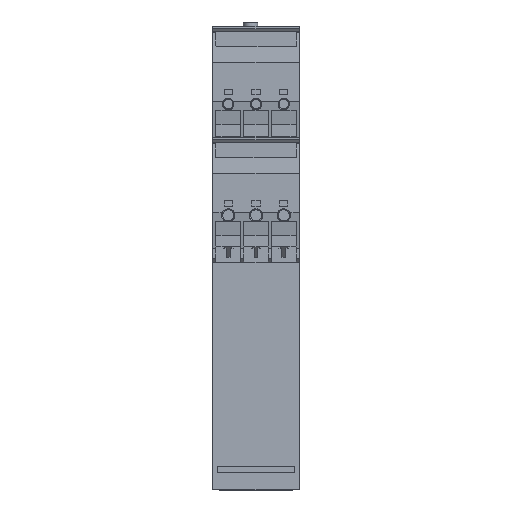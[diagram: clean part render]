
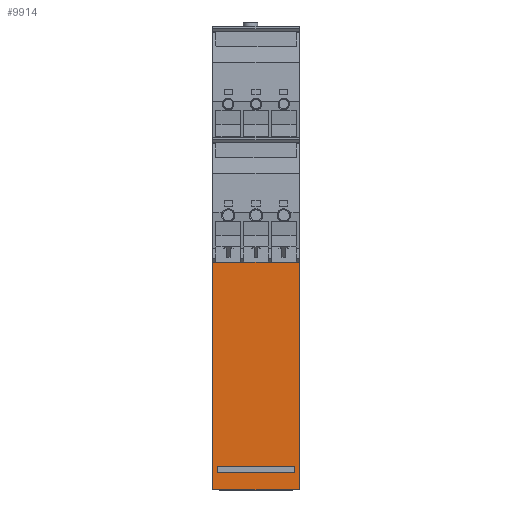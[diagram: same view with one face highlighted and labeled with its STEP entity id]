
A CAD part, front view. The second image highlights one B-rep face of the part: STEP entity #9914.
In plain terms, the highlighted planar face has unit normal (0, -1, 0).
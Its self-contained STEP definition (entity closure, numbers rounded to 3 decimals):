
#7596=FACE_BOUND('',#12270,.T.);
#7597=FACE_BOUND('',#12271,.T.);
#8913=PLANE('',#29612);
#9914=ADVANCED_FACE('NONE',(#7596,#7597),#8913,.F.);
#12270=EDGE_LOOP('',(#17286,#17287,#17288,#17289,#17290,#17291));
#12271=EDGE_LOOP('',(#17292,#17293,#17294,#17295,#17296,#17297));
#12535=CIRCLE('',#28492,0.3);
#12538=CIRCLE('',#28497,0.3);
#17286=ORIENTED_EDGE('',*,*,#23721,.T.);
#17287=ORIENTED_EDGE('',*,*,#23716,.F.);
#17288=ORIENTED_EDGE('',*,*,#23686,.F.);
#17289=ORIENTED_EDGE('',*,*,#23523,.T.);
#17290=ORIENTED_EDGE('',*,*,#23722,.T.);
#17291=ORIENTED_EDGE('',*,*,#23659,.T.);
#17292=ORIENTED_EDGE('',*,*,#23064,.T.);
#17293=ORIENTED_EDGE('',*,*,#20951,.T.);
#17294=ORIENTED_EDGE('',*,*,#20953,.T.);
#17295=ORIENTED_EDGE('',*,*,#20941,.T.);
#17296=ORIENTED_EDGE('',*,*,#23055,.T.);
#17297=ORIENTED_EDGE('',*,*,#20947,.T.);
#18917=VERTEX_POINT('',#34767);
#18920=VERTEX_POINT('',#34775);
#18921=VERTEX_POINT('',#34779);
#18926=VERTEX_POINT('',#34788);
#18927=VERTEX_POINT('',#34792);
#18930=VERTEX_POINT('',#34800);
#20755=VERTEX_POINT('',#41894);
#20756=VERTEX_POINT('',#41896);
#20861=VERTEX_POINT('',#42178);
#20862=VERTEX_POINT('',#42179);
#20875=VERTEX_POINT('',#42228);
#20887=VERTEX_POINT('',#42282);
#20941=EDGE_CURVE('NONE',#18917,#18920,#12535,.T.);
#20947=EDGE_CURVE('NONE',#18921,#18926,#23982,.T.);
#20951=EDGE_CURVE('NONE',#18927,#18930,#12538,.T.);
#20953=EDGE_CURVE('NONE',#18930,#18917,#23986,.T.);
#23055=EDGE_CURVE('NONE',#18920,#18921,#25456,.T.);
#23064=EDGE_CURVE('NONE',#18926,#18927,#25465,.T.);
#23523=EDGE_CURVE('NONE',#20755,#20756,#25856,.T.);
#23659=EDGE_CURVE('NONE',#20861,#20862,#25984,.T.);
#23686=EDGE_CURVE('NONE',#20755,#20875,#26011,.T.);
#23716=EDGE_CURVE('NONE',#20875,#20887,#26038,.T.);
#23721=EDGE_CURVE('NONE',#20862,#20887,#26042,.T.);
#23722=EDGE_CURVE('NONE',#20756,#20861,#26043,.T.);
#23982=LINE('',#34789,#26239);
#23986=LINE('',#34804,#26243);
#25456=LINE('',#40960,#27713);
#25465=LINE('',#40975,#27722);
#25856=LINE('',#41897,#28113);
#25984=LINE('',#42177,#28241);
#26011=LINE('',#42227,#28268);
#26038=LINE('',#42281,#28295);
#26042=LINE('',#42290,#28299);
#26043=LINE('',#42291,#28300);
#26239=VECTOR('',#29845,1.);
#26243=VECTOR('',#29855,1.);
#27713=VECTOR('',#33009,1.);
#27722=VECTOR('',#33020,1.);
#28113=VECTOR('',#33819,1.);
#28241=VECTOR('',#34027,1.);
#28268=VECTOR('',#34072,1.);
#28295=VECTOR('',#34129,1.);
#28299=VECTOR('',#34137,1.);
#28300=VECTOR('',#34138,1.);
#28492=AXIS2_PLACEMENT_3D('',#34776,#29834,#29835);
#28497=AXIS2_PLACEMENT_3D('',#34801,#29850,#29851);
#29612=AXIS2_PLACEMENT_3D('',#42292,#34139,#34140);
#29834=DIRECTION('',(0.,1.,0.));
#29835=DIRECTION('',(-1.,0.,0.));
#29845=DIRECTION('',(-1.,0.,0.));
#29850=DIRECTION('',(0.,1.,0.));
#29851=DIRECTION('',(-1.,0.,0.));
#29855=DIRECTION('',(1.,0.,0.));
#33009=DIRECTION('',(0.,0.,-1.));
#33020=DIRECTION('',(0.,0.,1.));
#33819=DIRECTION('',(-1.,0.,0.));
#34027=DIRECTION('',(-1.,0.,0.));
#34072=DIRECTION('',(0.,0.,-1.));
#34129=DIRECTION('',(-1.,0.,0.));
#34137=DIRECTION('',(0.,0.,-1.));
#34138=DIRECTION('',(-1.,0.,0.));
#34139=DIRECTION('',(0.,1.,0.));
#34140=DIRECTION('',(-1.,0.,0.));
#34767=CARTESIAN_POINT('',(20.95,15.75,6.2));
#34775=CARTESIAN_POINT('',(21.25,15.75,5.9));
#34776=CARTESIAN_POINT('',(20.95,15.75,5.9));
#34779=CARTESIAN_POINT('',(21.25,15.75,4.5));
#34788=CARTESIAN_POINT('',(1.25,15.75,4.5));
#34789=CARTESIAN_POINT('',(22.5,15.75,4.5));
#34792=CARTESIAN_POINT('',(1.25,15.75,5.9));
#34800=CARTESIAN_POINT('',(1.55,15.75,6.2));
#34801=CARTESIAN_POINT('',(1.55,15.75,5.9));
#34804=CARTESIAN_POINT('',(22.5,15.75,6.2));
#40960=CARTESIAN_POINT('',(21.25,15.75,59.));
#40975=CARTESIAN_POINT('',(1.25,15.75,59.));
#41894=CARTESIAN_POINT('',(22.5,15.75,59.));
#41896=CARTESIAN_POINT('',(22.49,15.75,59.));
#41897=CARTESIAN_POINT('',(22.5,15.75,59.));
#42177=CARTESIAN_POINT('',(22.5,15.75,59.));
#42178=CARTESIAN_POINT('',(0.01,15.75,59.));
#42179=CARTESIAN_POINT('',(0.,15.75,59.));
#42227=CARTESIAN_POINT('',(22.5,15.75,59.));
#42228=CARTESIAN_POINT('',(22.5,15.75,0.));
#42281=CARTESIAN_POINT('',(22.5,15.75,0.));
#42282=CARTESIAN_POINT('',(0.,15.75,0.));
#42290=CARTESIAN_POINT('',(0.,15.75,59.));
#42291=CARTESIAN_POINT('',(22.5,15.75,59.));
#42292=CARTESIAN_POINT('',(22.5,15.75,59.));
